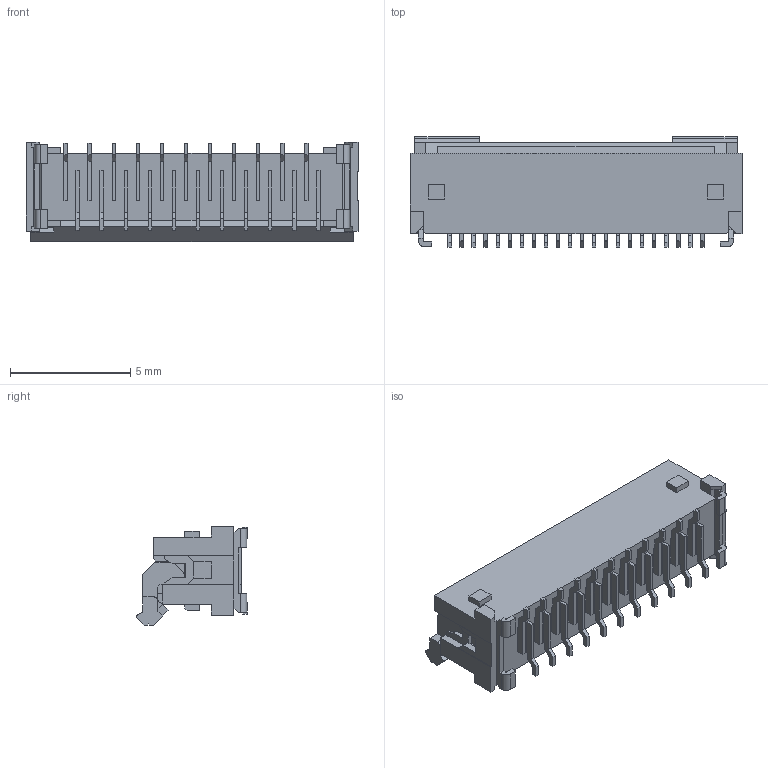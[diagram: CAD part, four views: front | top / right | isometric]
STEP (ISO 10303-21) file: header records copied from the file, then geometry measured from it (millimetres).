
FILE_DESCRIPTION(('STEP AP242'),'1');
FILE_NAME('5019512230.stp','2024-12-30T22:29:39',('TraceParts'),('TraceParts S.A.'),'Spatial InterOp 3D',' ',' ');
FILE_SCHEMA(('AP242_MANAGED_MODEL_BASED_3D_ENGINEERING_MIM_LF {1 0 10303 442 1 1 4}'));
Length unit declared in the file: millimetre
Products named in the file (1): 5019512230_1
Bounding box: 13.8 x 4.6 x 4.13 mm (x, y, z)
Volume: 124.3 mm3; surface area: 412.6 mm2
Topology: 1 solids, 1 shells, 862 faces, 2809 edges, 1992 vertices
Faces by surface type: plane 759, cylinder 103
Entity records: 30485 total; most frequent: CARTESIAN_POINT 5457, ORIENTED_EDGE 5410, DIRECTION 4747, EDGE_CURVE 2705, LINE 2599, VECTOR 2599, VERTEX_POINT 1784, AXIS2_PLACEMENT_3D 1074
